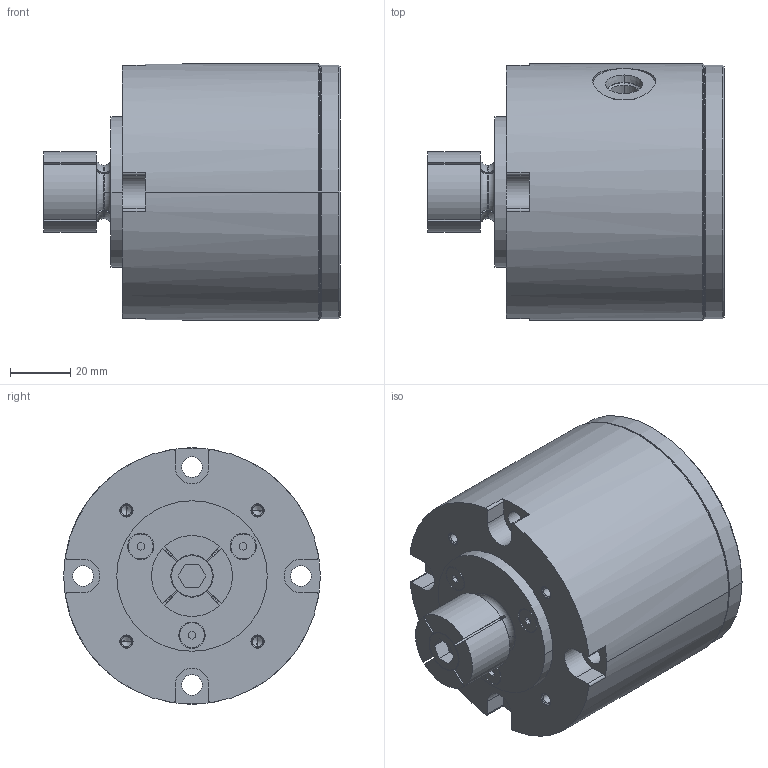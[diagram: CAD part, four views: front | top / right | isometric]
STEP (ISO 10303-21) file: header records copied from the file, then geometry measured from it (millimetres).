
FILE_DESCRIPTION((''),'2;1');
FILE_NAME('ILC15521400','2022-10-05T13:33:56',('Asawyer'),(''),'CREO PARAMETRIC BY PTC INC, 2021164','CREO PARAMETRIC BY PTC INC, 2021164','');
FILE_SCHEMA(('AUTOMOTIVE_DESIGN { 1 0 10303 214 1 1 1 1 }'));
Length unit declared in the file: inch
Products named in the file (1): ILC15521400
Bounding box: 98.58 x 85.22 x 85.22 mm (x, y, z)
Volume: 411422.3 mm3; surface area: 45857.3 mm2
Topology: 1 solids, 13 shells, 268 faces, 662 edges, 428 vertices
Faces by surface type: cylinder 118, plane 96, cone 44, torus 10
Entity records: 8804 total; most frequent: CARTESIAN_POINT 1708, DIRECTION 1618, ORIENTED_EDGE 1240, EDGE_CURVE 650, AXIS2_PLACEMENT_3D 637, VERTEX_POINT 428, VECTOR 341, LINE 341
